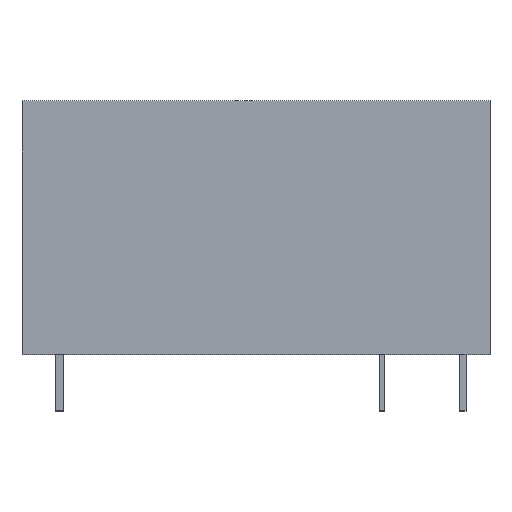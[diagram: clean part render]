
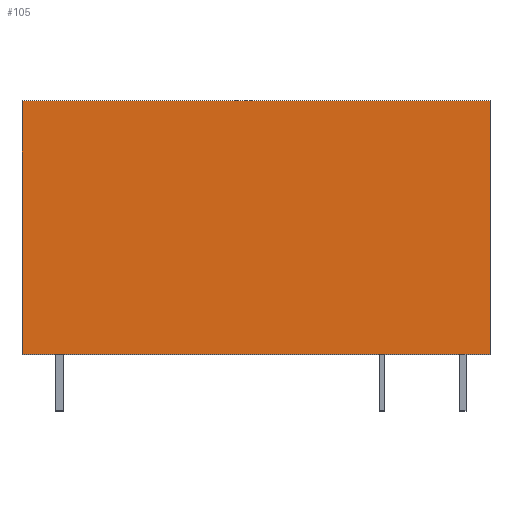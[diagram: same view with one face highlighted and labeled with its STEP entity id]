
A CAD part, top view. The second image highlights one B-rep face of the part: STEP entity #105.
In plain terms, the highlighted planar face has unit normal (0, 0, 1).
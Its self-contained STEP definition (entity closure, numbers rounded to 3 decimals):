
#105=ADVANCED_FACE('',(#172),#173,.T.);
#172=FACE_OUTER_BOUND('',#250,.T.);
#173=PLANE('',#251);
#250=EDGE_LOOP('',(#478,#479,#480,#481));
#251=AXIS2_PLACEMENT_3D('',#482,#483,#484);
#478=ORIENTED_EDGE('',*,*,#616,.T.);
#479=ORIENTED_EDGE('',*,*,#617,.T.);
#480=ORIENTED_EDGE('',*,*,#618,.T.);
#481=ORIENTED_EDGE('',*,*,#619,.T.);
#482=CARTESIAN_POINT('',(0.0,7.85,6.35));
#483=DIRECTION('',(0.0,0.0,1.0));
#484=DIRECTION('',(1.0,0.0,0.0));
#616=EDGE_CURVE('',#748,#749,#750,.T.);
#617=EDGE_CURVE('',#749,#751,#752,.T.);
#618=EDGE_CURVE('',#751,#753,#754,.T.);
#619=EDGE_CURVE('',#753,#748,#755,.T.);
#748=VERTEX_POINT('',#960);
#749=VERTEX_POINT('',#961);
#750=LINE('',#962,#963);
#751=VERTEX_POINT('',#964);
#752=LINE('',#965,#966);
#753=VERTEX_POINT('',#967);
#754=LINE('',#968,#969);
#755=LINE('',#970,#971);
#960=CARTESIAN_POINT('',(14.5,0.0,6.35));
#961=CARTESIAN_POINT('',(14.5,15.7,6.35));
#962=CARTESIAN_POINT('',(14.5,7.85,6.35));
#963=VECTOR('',#1064,1.0);
#964=CARTESIAN_POINT('',(-14.5,15.7,6.35));
#965=CARTESIAN_POINT('',(0.0,15.7,6.35));
#966=VECTOR('',#1065,1.0);
#967=CARTESIAN_POINT('',(-14.5,0.0,6.35));
#968=CARTESIAN_POINT('',(-14.5,7.85,6.35));
#969=VECTOR('',#1066,1.0);
#970=CARTESIAN_POINT('',(0.0,0.0,6.35));
#971=VECTOR('',#1067,1.0);
#1064=DIRECTION('',(0.0,1.0,0.0));
#1065=DIRECTION('',(-1.0,0.0,0.0));
#1066=DIRECTION('',(0.0,-1.0,0.0));
#1067=DIRECTION('',(1.0,0.0,0.0));
